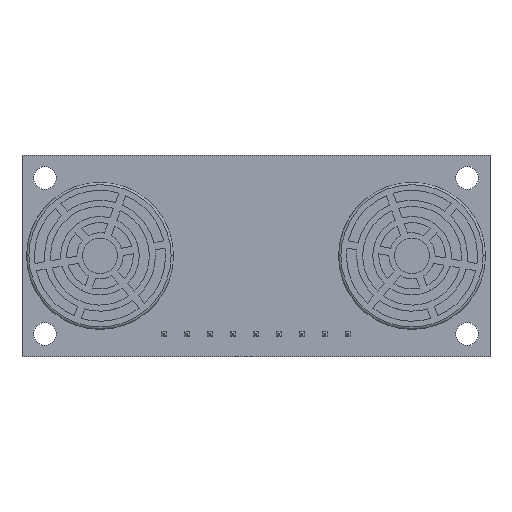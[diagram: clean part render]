
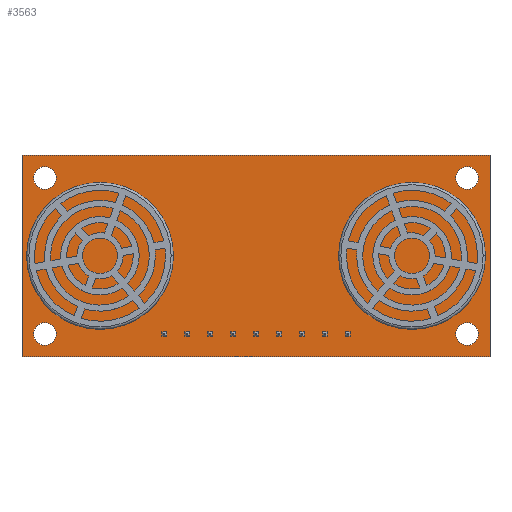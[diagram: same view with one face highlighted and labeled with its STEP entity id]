
A CAD part, top view. The second image highlights one B-rep face of the part: STEP entity #3563.
In plain terms, the highlighted planar face has unit normal (0, 0, 1).
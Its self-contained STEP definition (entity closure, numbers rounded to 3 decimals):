
#119 = VERTEX_POINT ( 'NONE', #10825 ) ;
#144 = PLANE ( 'NONE',  #13975 ) ;
#257 = VERTEX_POINT ( 'NONE', #4608 ) ;
#393 = CARTESIAN_POINT ( 'NONE',  ( 21.75, 8.5, 0. ) ) ;
#546 = CARTESIAN_POINT ( 'NONE',  ( -23., 8.5, 0. ) ) ;
#672 = ORIENTED_EDGE ( 'NONE', *, *, #14622, .F. ) ;
#801 = ORIENTED_EDGE ( 'NONE', *, *, #5721, .T. ) ;
#1561 = CIRCLE ( 'NONE', #10289, 1.25 ) ;
#1585 = EDGE_CURVE ( 'NONE', #4896, #12746, #4078, .T. ) ;
#1630 = CARTESIAN_POINT ( 'NONE',  ( 0., 0., 0. ) ) ;
#1687 = DIRECTION ( 'NONE',  ( -1., 0., 0. ) ) ;
#1692 = ORIENTED_EDGE ( 'NONE', *, *, #5478, .F. ) ;
#1750 = VERTEX_POINT ( 'NONE', #15453 ) ;
#1751 = CARTESIAN_POINT ( 'NONE',  ( 24.25, -8.5, 0. ) ) ;
#2002 = EDGE_CURVE ( 'NONE', #12710, #5006, #2309, .T. ) ;
#2157 = AXIS2_PLACEMENT_3D ( 'NONE', #10098, #2869, #11296 ) ;
#2221 = VECTOR ( 'NONE', #4208, 1000. ) ;
#2309 = CIRCLE ( 'NONE', #12425, 1.25 ) ;
#2852 = DIRECTION ( 'NONE',  ( 1., 0., 0. ) ) ;
#2869 = DIRECTION ( 'NONE',  ( 0., 0., 1. ) ) ;
#2946 = VERTEX_POINT ( 'NONE', #14822 ) ;
#3251 = CARTESIAN_POINT ( 'NONE',  ( 23., 8.5, 0. ) ) ;
#3293 = CARTESIAN_POINT ( 'NONE',  ( -25.5, 11., 0. ) ) ;
#3563 = ADVANCED_FACE ( 'NONE', ( #14680, #5409, #11410, #8200, #5018 ), #144, .F. ) ;
#3576 = ORIENTED_EDGE ( 'NONE', *, *, #12856, .T. ) ;
#3588 = CIRCLE ( 'NONE', #13309, 1.25 ) ;
#4078 = CIRCLE ( 'NONE', #14142, 1.25 ) ;
#4099 = CARTESIAN_POINT ( 'NONE',  ( -21.75, -8.5, 0. ) ) ;
#4140 = VECTOR ( 'NONE', #14673, 1000. ) ;
#4141 = EDGE_CURVE ( 'NONE', #1750, #5757, #1561, .T. ) ;
#4165 = CARTESIAN_POINT ( 'NONE',  ( -25.5, -11., 0. ) ) ;
#4208 = DIRECTION ( 'NONE',  ( 0., -1., 0. ) ) ;
#4608 = CARTESIAN_POINT ( 'NONE',  ( -25.5, -11., 0. ) ) ;
#4751 = DIRECTION ( 'NONE',  ( 0., 0., 1. ) ) ;
#4788 = CARTESIAN_POINT ( 'NONE',  ( 25.5, -11., 0. ) ) ;
#4896 = VERTEX_POINT ( 'NONE', #393 ) ;
#5006 = VERTEX_POINT ( 'NONE', #5532 ) ;
#5018 = FACE_OUTER_BOUND ( 'NONE', #9639, .T. ) ;
#5409 = FACE_BOUND ( 'NONE', #12261, .T. ) ;
#5441 = LINE ( 'NONE', #3293, #14719 ) ;
#5478 = EDGE_CURVE ( 'NONE', #5757, #1750, #3588, .T. ) ;
#5484 = VERTEX_POINT ( 'NONE', #4099 ) ;
#5524 = DIRECTION ( 'NONE',  ( 0., 0., -1. ) ) ;
#5532 = CARTESIAN_POINT ( 'NONE',  ( 21.75, -8.5, 0. ) ) ;
#5664 = CIRCLE ( 'NONE', #10342, 1.25 ) ;
#5721 = EDGE_CURVE ( 'NONE', #119, #14419, #5441, .T. ) ;
#5757 = VERTEX_POINT ( 'NONE', #13296 ) ;
#5802 = DIRECTION ( 'NONE',  ( 0., 0., 1. ) ) ;
#5988 = CARTESIAN_POINT ( 'NONE',  ( -23., -8.5, 0. ) ) ;
#6237 = DIRECTION ( 'NONE',  ( -1., 0., 0. ) ) ;
#6271 = EDGE_LOOP ( 'NONE', ( #14212, #8999 ) ) ;
#6503 = CARTESIAN_POINT ( 'NONE',  ( -23., 8.5, 0. ) ) ;
#6798 = CARTESIAN_POINT ( 'NONE',  ( 23., -8.5, 0. ) ) ;
#7202 = DIRECTION ( 'NONE',  ( -1., 0., 0. ) ) ;
#7251 = ORIENTED_EDGE ( 'NONE', *, *, #11433, .T. ) ;
#7292 = ORIENTED_EDGE ( 'NONE', *, *, #4141, .F. ) ;
#7384 = EDGE_CURVE ( 'NONE', #5484, #2946, #11825, .T. ) ;
#7406 = CARTESIAN_POINT ( 'NONE',  ( -25.5, -11., 0. ) ) ;
#7426 = ORIENTED_EDGE ( 'NONE', *, *, #2002, .F. ) ;
#7671 = LINE ( 'NONE', #7406, #4140 ) ;
#7694 = DIRECTION ( 'NONE',  ( 1., 0., 0. ) ) ;
#7807 = CARTESIAN_POINT ( 'NONE',  ( 23., -8.5, 0. ) ) ;
#7972 = DIRECTION ( 'NONE',  ( 1., 0., 0. ) ) ;
#8023 = DIRECTION ( 'NONE',  ( 0., 1., 0. ) ) ;
#8053 = DIRECTION ( 'NONE',  ( -1., 0., 0. ) ) ;
#8075 = CIRCLE ( 'NONE', #2157, 1.25 ) ;
#8200 = FACE_BOUND ( 'NONE', #10664, .T. ) ;
#8632 = LINE ( 'NONE', #4165, #2221 ) ;
#8999 = ORIENTED_EDGE ( 'NONE', *, *, #11219, .F. ) ;
#9087 = EDGE_LOOP ( 'NONE', ( #7426, #672 ) ) ;
#9088 = CARTESIAN_POINT ( 'NONE',  ( 24.25, 8.5, 0. ) ) ;
#9089 = AXIS2_PLACEMENT_3D ( 'NONE', #13057, #5802, #14271 ) ;
#9523 = VECTOR ( 'NONE', #8023, 1000. ) ;
#9639 = EDGE_LOOP ( 'NONE', ( #3576, #801, #13019, #7251 ) ) ;
#10098 = CARTESIAN_POINT ( 'NONE',  ( 23., 8.5, 0. ) ) ;
#10238 = DIRECTION ( 'NONE',  ( 0., 0., 1. ) ) ;
#10289 = AXIS2_PLACEMENT_3D ( 'NONE', #546, #10238, #2852 ) ;
#10342 = AXIS2_PLACEMENT_3D ( 'NONE', #6798, #15268, #7972 ) ;
#10479 = AXIS2_PLACEMENT_3D ( 'NONE', #5988, #14462, #7202 ) ;
#10664 = EDGE_LOOP ( 'NONE', ( #1692, #7292 ) ) ;
#10825 = CARTESIAN_POINT ( 'NONE',  ( 25.5, 11., 0. ) ) ;
#10937 = DIRECTION ( 'NONE',  ( 1., 0., 0. ) ) ;
#11211 = CARTESIAN_POINT ( 'NONE',  ( -25.5, 11., 0. ) ) ;
#11219 = EDGE_CURVE ( 'NONE', #2946, #5484, #15289, .T. ) ;
#11220 = VERTEX_POINT ( 'NONE', #4788 ) ;
#11296 = DIRECTION ( 'NONE',  ( -1., 0., 0. ) ) ;
#11410 = FACE_BOUND ( 'NONE', #6271, .T. ) ;
#11433 = EDGE_CURVE ( 'NONE', #257, #11220, #7671, .T. ) ;
#11825 = CIRCLE ( 'NONE', #9089, 1.25 ) ;
#12165 = ORIENTED_EDGE ( 'NONE', *, *, #1585, .F. ) ;
#12261 = EDGE_LOOP ( 'NONE', ( #15672, #12165 ) ) ;
#12425 = AXIS2_PLACEMENT_3D ( 'NONE', #7807, #14390, #10937 ) ;
#12710 = VERTEX_POINT ( 'NONE', #1751 ) ;
#12746 = VERTEX_POINT ( 'NONE', #9088 ) ;
#12856 = EDGE_CURVE ( 'NONE', #11220, #119, #13549, .T. ) ;
#13019 = ORIENTED_EDGE ( 'NONE', *, *, #15166, .T. ) ;
#13057 = CARTESIAN_POINT ( 'NONE',  ( -23., -8.5, 0. ) ) ;
#13296 = CARTESIAN_POINT ( 'NONE',  ( -21.75, 8.5, 0. ) ) ;
#13309 = AXIS2_PLACEMENT_3D ( 'NONE', #6503, #14982, #7694 ) ;
#13549 = LINE ( 'NONE', #15266, #9523 ) ;
#13975 = AXIS2_PLACEMENT_3D ( 'NONE', #1630, #5524, #1687 ) ;
#14142 = AXIS2_PLACEMENT_3D ( 'NONE', #3251, #4751, #6237 ) ;
#14212 = ORIENTED_EDGE ( 'NONE', *, *, #7384, .F. ) ;
#14271 = DIRECTION ( 'NONE',  ( -1., 0., 0. ) ) ;
#14390 = DIRECTION ( 'NONE',  ( 0., 0., 1. ) ) ;
#14419 = VERTEX_POINT ( 'NONE', #11211 ) ;
#14462 = DIRECTION ( 'NONE',  ( 0., 0., 1. ) ) ;
#14622 = EDGE_CURVE ( 'NONE', #5006, #12710, #5664, .T. ) ;
#14673 = DIRECTION ( 'NONE',  ( 1., 0., 0. ) ) ;
#14680 = FACE_BOUND ( 'NONE', #9087, .T. ) ;
#14719 = VECTOR ( 'NONE', #8053, 1000. ) ;
#14822 = CARTESIAN_POINT ( 'NONE',  ( -24.25, -8.5, 0. ) ) ;
#14982 = DIRECTION ( 'NONE',  ( 0., 0., 1. ) ) ;
#15139 = EDGE_CURVE ( 'NONE', #12746, #4896, #8075, .T. ) ;
#15166 = EDGE_CURVE ( 'NONE', #14419, #257, #8632, .T. ) ;
#15266 = CARTESIAN_POINT ( 'NONE',  ( 25.5, -11., 0. ) ) ;
#15268 = DIRECTION ( 'NONE',  ( 0., 0., 1. ) ) ;
#15289 = CIRCLE ( 'NONE', #10479, 1.25 ) ;
#15453 = CARTESIAN_POINT ( 'NONE',  ( -24.25, 8.5, 0. ) ) ;
#15672 = ORIENTED_EDGE ( 'NONE', *, *, #15139, .F. ) ;
